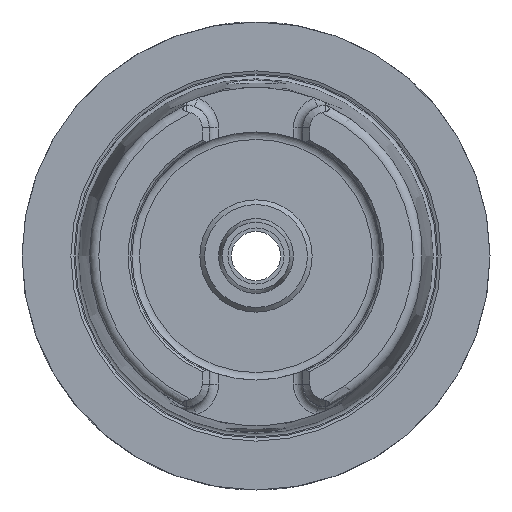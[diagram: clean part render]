
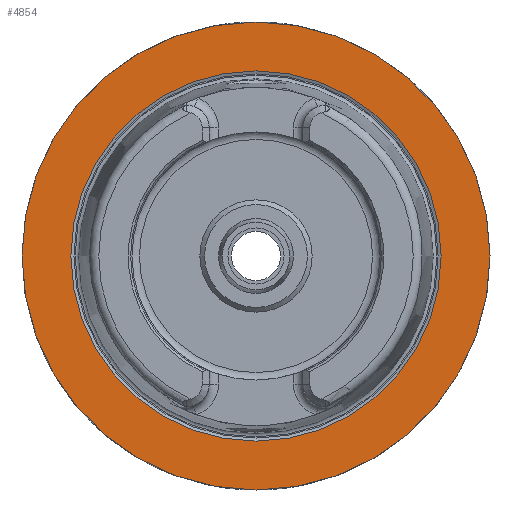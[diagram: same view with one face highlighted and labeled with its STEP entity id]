
A CAD part, left-side view. The second image highlights one B-rep face of the part: STEP entity #4854.
In plain terms, the highlighted planar face has unit normal (-1, 0, 0).
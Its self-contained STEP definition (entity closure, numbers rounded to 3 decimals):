
#4040=CARTESIAN_POINT('',(0.,50.0,0.0));
#4041=VERTEX_POINT('',#4040);
#4042=CARTESIAN_POINT('',(0.,0.,0.0));
#4043=DIRECTION('',(1.0,0.0,0.0));
#4044=DIRECTION('',(0.0,1.0,0.0));
#4045=AXIS2_PLACEMENT_3D('',#4042,#4043,#4044);
#4046=CIRCLE('',#4045,50.0);
#4047=EDGE_CURVE('',#4041,#4041,#4046,.T.);
#4828=CARTESIAN_POINT('',(0.,39.55,0.0));
#4829=VERTEX_POINT('',#4828);
#4830=CARTESIAN_POINT('',(0.,0.,0.0));
#4831=DIRECTION('',(1.0,0.0,0.0));
#4832=DIRECTION('',(0.0,1.0,0.0));
#4833=AXIS2_PLACEMENT_3D('',#4830,#4831,#4832);
#4834=CIRCLE('',#4833,39.55);
#4835=EDGE_CURVE('',#4829,#4829,#4834,.T.);
#4843=CARTESIAN_POINT('',(0.,44.775,0.0));
#4844=DIRECTION('',(-1.0,0.0,0.0));
#4845=DIRECTION('',(0.0,0.0,1.0));
#4846=AXIS2_PLACEMENT_3D('',#4843,#4844,#4845);
#4847=PLANE('',#4846);
#4848=ORIENTED_EDGE('',*,*,#4047,.F.);
#4849=EDGE_LOOP('',(#4848));
#4850=FACE_OUTER_BOUND('',#4849,.T.);
#4851=ORIENTED_EDGE('',*,*,#4835,.T.);
#4852=EDGE_LOOP('',(#4851));
#4853=FACE_BOUND('',#4852,.T.);
#4854=ADVANCED_FACE('',(#4850,#4853),#4847,.T.);
